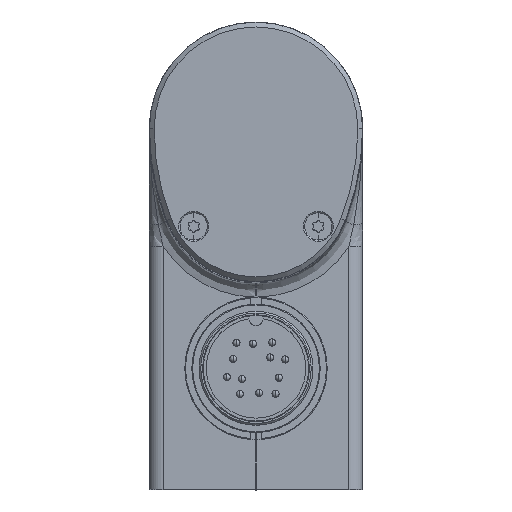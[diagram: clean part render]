
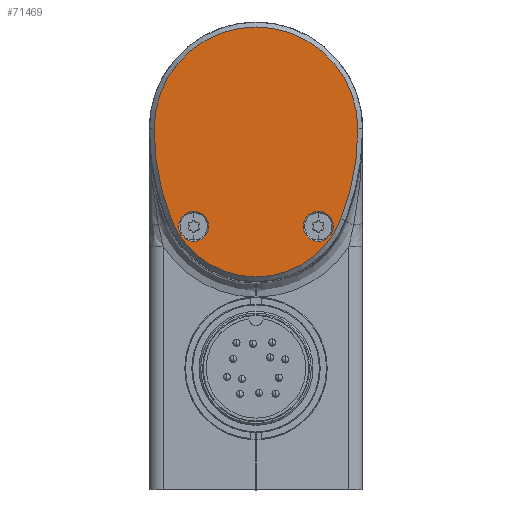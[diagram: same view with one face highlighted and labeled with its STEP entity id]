
A CAD part, top view. The second image highlights one B-rep face of the part: STEP entity #71469.
In plain terms, the highlighted planar face has unit normal (0, 0, 1).
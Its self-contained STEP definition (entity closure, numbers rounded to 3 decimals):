
#69952=CARTESIAN_POINT('',(0.,20.583,0.));
#69953=DIRECTION('',(0.,0.,1.));
#69954=DIRECTION('',(-0.362,-0.932,0.));
#69955=AXIS2_PLACEMENT_3D('',#69952,#69953,#69954);
#69960=CARTESIAN_POINT('',(-8.,0.,0.));
#69961=DIRECTION('',(0.,0.,1.));
#69962=DIRECTION('',(-0.362,0.932,0.));
#69963=AXIS2_PLACEMENT_3D('',#69960,#69961,#69962);
#69968=CARTESIAN_POINT('',(0.,-20.583,0.));
#69969=DIRECTION('',(0.,0.,1.));
#69970=DIRECTION('',(0.,1.,0.));
#69971=AXIS2_PLACEMENT_3D('',#69968,#69969,#69970);
#69976=CARTESIAN_POINT('',(0.,0.,0.));
#69977=DIRECTION('',(0.,0.,1.));
#69978=DIRECTION('',(0.,-1.,0.));
#69979=AXIS2_PLACEMENT_3D('',#69976,#69977,#69978);
#69984=CARTESIAN_POINT('',(-13.7,-8.75,0.));
#69985=DIRECTION('',(0.,0.,-1.));
#69986=DIRECTION('',(1.,0.,0.));
#69987=AXIS2_PLACEMENT_3D('',#69984,#69985,#69986);
#69992=CARTESIAN_POINT('',(-13.7,-8.75,0.));
#69993=DIRECTION('',(0.,0.,-1.));
#69994=DIRECTION('',(-1.,0.,0.));
#69995=AXIS2_PLACEMENT_3D('',#69992,#69993,#69994);
#70000=CARTESIAN_POINT('',(-13.7,8.75,0.));
#70001=DIRECTION('',(0.,0.,1.));
#70002=DIRECTION('',(1.,0.,0.));
#70003=AXIS2_PLACEMENT_3D('',#70000,#70001,#70002);
#70008=CARTESIAN_POINT('',(-13.7,8.75,0.));
#70009=DIRECTION('',(0.,0.,1.));
#70010=DIRECTION('',(-1.,0.,0.));
#70011=AXIS2_PLACEMENT_3D('',#70008,#70009,#70010);
#71278=CARTESIAN_POINT('',(-12.637,-11.931,0.));
#71279=CARTESIAN_POINT('',(0.,-14.3,0.));
#71280=VERTEX_POINT('',#71278);
#71281=VERTEX_POINT('',#71279);
#71282=CARTESIAN_POINT('',(0.,14.3,0.));
#71283=VERTEX_POINT('',#71282);
#71284=CARTESIAN_POINT('',(-12.637,11.931,0.));
#71285=VERTEX_POINT('',#71284);
#71402=CARTESIAN_POINT('',(-11.6,-8.75,0.));
#71403=CARTESIAN_POINT('',(-15.8,-8.75,0.));
#71404=VERTEX_POINT('',#71402);
#71405=VERTEX_POINT('',#71403);
#71406=CARTESIAN_POINT('',(-11.6,8.75,0.));
#71407=CARTESIAN_POINT('',(-15.8,8.75,0.));
#71408=VERTEX_POINT('',#71406);
#71409=VERTEX_POINT('',#71407);
#71442=CARTESIAN_POINT('',(0.,0.,0.));
#71443=DIRECTION('',(0.,0.,1.));
#71444=DIRECTION('',(1.,0.,0.));
#71445=AXIS2_PLACEMENT_3D('',#71442,#71443,#71444);
#71446=PLANE('',#71445);
#71448=ORIENTED_EDGE('',*,*,#71447,.F.);
#71450=ORIENTED_EDGE('',*,*,#71449,.F.);
#71452=ORIENTED_EDGE('',*,*,#71451,.F.);
#71454=ORIENTED_EDGE('',*,*,#71453,.F.);
#71455=EDGE_LOOP('',(#71448,#71450,#71452,#71454));
#71456=FACE_OUTER_BOUND('',#71455,.F.);
#71458=ORIENTED_EDGE('',*,*,#71457,.F.);
#71460=ORIENTED_EDGE('',*,*,#71459,.F.);
#71461=EDGE_LOOP('',(#71458,#71460));
#71462=FACE_BOUND('',#71461,.F.);
#71464=ORIENTED_EDGE('',*,*,#71463,.T.);
#71466=ORIENTED_EDGE('',*,*,#71465,.T.);
#71467=EDGE_LOOP('',(#71464,#71466));
#71468=FACE_BOUND('',#71467,.F.);
#71469=ADVANCED_FACE('',(#71456,#71462,#71468),#71446,.T.);
#69956=CIRCLE('',#69955,34.883);
#69964=CIRCLE('',#69963,12.8);
#69972=CIRCLE('',#69971,34.883);
#69980=CIRCLE('',#69979,14.3);
#69988=CIRCLE('',#69987,2.1);
#69996=CIRCLE('',#69995,2.1);
#70004=CIRCLE('',#70003,2.1);
#70012=CIRCLE('',#70011,2.1);
#71447=EDGE_CURVE('',#71280,#71281,#69956,.T.);
#71449=EDGE_CURVE('',#71285,#71280,#69964,.T.);
#71451=EDGE_CURVE('',#71283,#71285,#69972,.T.);
#71453=EDGE_CURVE('',#71281,#71283,#69980,.T.);
#71457=EDGE_CURVE('',#71404,#71405,#69988,.T.);
#71459=EDGE_CURVE('',#71405,#71404,#69996,.T.);
#71463=EDGE_CURVE('',#71408,#71409,#70004,.T.);
#71465=EDGE_CURVE('',#71409,#71408,#70012,.T.);
